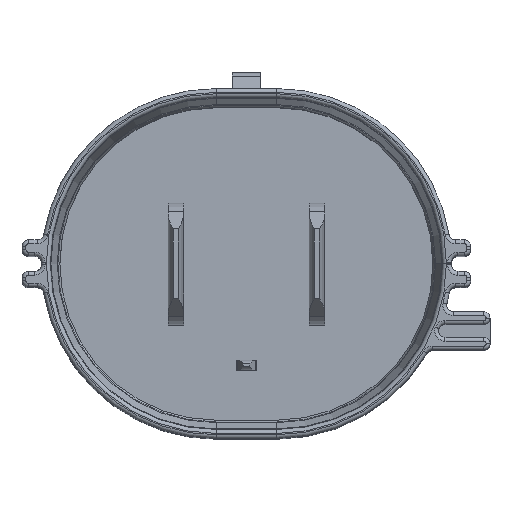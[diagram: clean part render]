
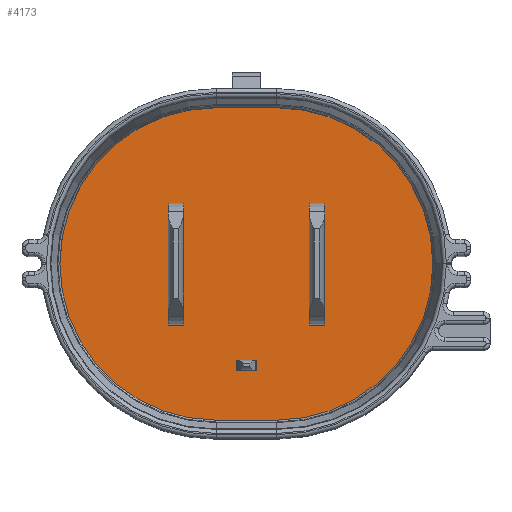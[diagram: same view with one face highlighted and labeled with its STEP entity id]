
A CAD part, top view. The second image highlights one B-rep face of the part: STEP entity #4173.
In plain terms, the highlighted planar face has unit normal (0, 0, 1).
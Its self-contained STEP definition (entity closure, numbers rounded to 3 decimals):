
#1 = EDGE_CURVE ( 'NONE', #2639, #2990, #2387, .T. ) ;
#4 = DIRECTION ( 'NONE',  ( 1., 0., 0. ) ) ;
#93 = AXIS2_PLACEMENT_3D ( 'NONE', #3888, #2009, #5282 ) ;
#186 = EDGE_CURVE ( 'NONE', #5525, #2639, #4959, .T. ) ;
#363 = DIRECTION ( 'NONE',  ( 1., 0., 0. ) ) ;
#371 = ORIENTED_EDGE ( 'NONE', *, *, #3274, .T. ) ;
#441 = VERTEX_POINT ( 'NONE', #5645 ) ;
#460 = LINE ( 'NONE', #3951, #2825 ) ;
#483 = ORIENTED_EDGE ( 'NONE', *, *, #5041, .F. ) ;
#485 = VERTEX_POINT ( 'NONE', #2892 ) ;
#573 = LINE ( 'NONE', #2920, #2931 ) ;
#602 = CARTESIAN_POINT ( 'NONE',  ( -0.75, -7.5, 0. ) ) ;
#613 = VECTOR ( 'NONE', #1461, 1000. ) ;
#621 = LINE ( 'NONE', #2670, #2833 ) ;
#624 = DIRECTION ( 'NONE',  ( -1., 0., 0. ) ) ;
#634 = FACE_BOUND ( 'NONE', #3668, .T. ) ;
#649 = EDGE_CURVE ( 'NONE', #2990, #3058, #460, .T. ) ;
#679 = CARTESIAN_POINT ( 'NONE',  ( -0.75, -7.5, 0. ) ) ;
#707 = CARTESIAN_POINT ( 'NONE',  ( -2.35, 12.2, 0. ) ) ;
#801 = VERTEX_POINT ( 'NONE', #3979 ) ;
#811 = VERTEX_POINT ( 'NONE', #2567 ) ;
#868 = VECTOR ( 'NONE', #2668, 1000. ) ;
#961 = LINE ( 'NONE', #4344, #5802 ) ;
#1003 = LINE ( 'NONE', #707, #2405 ) ;
#1051 = EDGE_CURVE ( 'NONE', #3859, #5134, #573, .T. ) ;
#1054 = CARTESIAN_POINT ( 'NONE',  ( 6.1, 4.75, 0. ) ) ;
#1111 = CARTESIAN_POINT ( 'NONE',  ( 6.1, 4.75, 0. ) ) ;
#1147 = VECTOR ( 'NONE', #4740, 1000. ) ;
#1167 = VERTEX_POINT ( 'NONE', #1111 ) ;
#1215 = ORIENTED_EDGE ( 'NONE', *, *, #4646, .T. ) ;
#1278 = ORIENTED_EDGE ( 'NONE', *, *, #5599, .T. ) ;
#1352 = CARTESIAN_POINT ( 'NONE',  ( -14.55, 0., 0. ) ) ;
#1417 = VECTOR ( 'NONE', #1522, 1000. ) ;
#1461 = DIRECTION ( 'NONE',  ( 0., 1., 0. ) ) ;
#1470 = VERTEX_POINT ( 'NONE', #1796 ) ;
#1480 = VERTEX_POINT ( 'NONE', #2741 ) ;
#1522 = DIRECTION ( 'NONE',  ( 1., 0., 0. ) ) ;
#1590 = ORIENTED_EDGE ( 'NONE', *, *, #3610, .T. ) ;
#1683 = CARTESIAN_POINT ( 'NONE',  ( -6.1, 4.75, 0. ) ) ;
#1703 = ORIENTED_EDGE ( 'NONE', *, *, #5338, .F. ) ;
#1796 = CARTESIAN_POINT ( 'NONE',  ( 6.1, -4.75, 0. ) ) ;
#1842 = ORIENTED_EDGE ( 'NONE', *, *, #2384, .T. ) ;
#1874 = FACE_BOUND ( 'NONE', #4566, .T. ) ;
#1882 = ORIENTED_EDGE ( 'NONE', *, *, #649, .F. ) ;
#1941 = DIRECTION ( 'NONE',  ( 1., 0., 0. ) ) ;
#1959 = EDGE_CURVE ( 'NONE', #2586, #1480, #961, .T. ) ;
#2009 = DIRECTION ( 'NONE',  ( 0., 0., 1. ) ) ;
#2018 = DIRECTION ( 'NONE',  ( 0., 0., 1. ) ) ;
#2022 = LINE ( 'NONE', #1054, #1417 ) ;
#2048 = CARTESIAN_POINT ( 'NONE',  ( -2.35, -12.2, 0. ) ) ;
#2109 = DIRECTION ( 'NONE',  ( -1., 0., 0. ) ) ;
#2111 = EDGE_LOOP ( 'NONE', ( #2634, #1278, #1842, #371, #5713 ) ) ;
#2384 = EDGE_CURVE ( 'NONE', #4794, #3360, #5950, .T. ) ;
#2387 = LINE ( 'NONE', #602, #1147 ) ;
#2405 = VECTOR ( 'NONE', #2109, 1000. ) ;
#2436 = DIRECTION ( 'NONE',  ( 0., 1., 0. ) ) ;
#2445 = ORIENTED_EDGE ( 'NONE', *, *, #5724, .T. ) ;
#2490 = DIRECTION ( 'NONE',  ( 1., 0., 0. ) ) ;
#2560 = CARTESIAN_POINT ( 'NONE',  ( -0.75, -8.3, 0. ) ) ;
#2567 = CARTESIAN_POINT ( 'NONE',  ( -4.9, 4.75, 0. ) ) ;
#2577 = AXIS2_PLACEMENT_3D ( 'NONE', #5625, #2838, #4 ) ;
#2586 = VERTEX_POINT ( 'NONE', #2048 ) ;
#2634 = ORIENTED_EDGE ( 'NONE', *, *, #2852, .T. ) ;
#2639 = VERTEX_POINT ( 'NONE', #679 ) ;
#2655 = ORIENTED_EDGE ( 'NONE', *, *, #1051, .T. ) ;
#2668 = DIRECTION ( 'NONE',  ( 0., -1., 0. ) ) ;
#2670 = CARTESIAN_POINT ( 'NONE',  ( -4.9, 4.75, 0. ) ) ;
#2741 = CARTESIAN_POINT ( 'NONE',  ( 2.35, -12.2, 0. ) ) ;
#2755 = ORIENTED_EDGE ( 'NONE', *, *, #186, .F. ) ;
#2825 = VECTOR ( 'NONE', #2490, 1000. ) ;
#2833 = VECTOR ( 'NONE', #4992, 1000. ) ;
#2838 = DIRECTION ( 'NONE',  ( 0., 0., 1. ) ) ;
#2852 = EDGE_CURVE ( 'NONE', #1480, #801, #4134, .T. ) ;
#2892 = CARTESIAN_POINT ( 'NONE',  ( -4.9, -4.75, 0. ) ) ;
#2891 = CARTESIAN_POINT ( 'NONE',  ( -6.1, -4.75, 0. ) ) ;
#2920 = CARTESIAN_POINT ( 'NONE',  ( 4.9, 4.75, 0. ) ) ;
#2931 = VECTOR ( 'NONE', #2436, 1000. ) ;
#2941 = DIRECTION ( 'NONE',  ( 1., 0., 0. ) ) ;
#2957 = CARTESIAN_POINT ( 'NONE',  ( 6.1, 4.75, 0. ) ) ;
#2990 = VERTEX_POINT ( 'NONE', #2560 ) ;
#3058 = VERTEX_POINT ( 'NONE', #4949 ) ;
#3158 = FACE_BOUND ( 'NONE', #4366, .T. ) ;
#3190 = VERTEX_POINT ( 'NONE', #1683 ) ;
#3198 = DIRECTION ( 'NONE',  ( 0., 0., 1. ) ) ;
#3269 = LINE ( 'NONE', #4758, #613 ) ;
#3273 = ORIENTED_EDGE ( 'NONE', *, *, #5980, .F. ) ;
#3274 = EDGE_CURVE ( 'NONE', #3360, #2586, #3322, .T. ) ;
#3322 = CIRCLE ( 'NONE', #3671, 12.2 ) ;
#3360 = VERTEX_POINT ( 'NONE', #1352 ) ;
#3472 = CARTESIAN_POINT ( 'NONE',  ( -0.75, -7.5, 0. ) ) ;
#3610 = EDGE_CURVE ( 'NONE', #1167, #1470, #6081, .T. ) ;
#3641 = CARTESIAN_POINT ( 'NONE',  ( 6.1, -4.75, 0. ) ) ;
#3668 = EDGE_LOOP ( 'NONE', ( #1882, #5022, #2755, #1703 ) ) ;
#3671 = AXIS2_PLACEMENT_3D ( 'NONE', #5977, #3198, #363 ) ;
#3684 = ORIENTED_EDGE ( 'NONE', *, *, #5653, .F. ) ;
#3726 = VECTOR ( 'NONE', #624, 1000. ) ;
#3859 = VERTEX_POINT ( 'NONE', #4214 ) ;
#3863 = LINE ( 'NONE', #5833, #6038 ) ;
#3886 = LINE ( 'NONE', #5467, #868 ) ;
#3888 = CARTESIAN_POINT ( 'NONE',  ( 2.35, 0., 0. ) ) ;
#3929 = CARTESIAN_POINT ( 'NONE',  ( -2.35, 12.2, 0. ) ) ;
#3951 = CARTESIAN_POINT ( 'NONE',  ( -0.75, -8.3, 0. ) ) ;
#3979 = CARTESIAN_POINT ( 'NONE',  ( 2.35, 12.2, 0. ) ) ;
#4041 = VECTOR ( 'NONE', #1941, 1000. ) ;
#4115 = DIRECTION ( 'NONE',  ( -1., 0., 0. ) ) ;
#4134 = CIRCLE ( 'NONE', #5455, 12.2 ) ;
#4173 = ADVANCED_FACE ( 'NONE', ( #3158, #4537, #1874, #634 ), #4815, .T. ) ;
#4193 = CARTESIAN_POINT ( 'NONE',  ( 4.9, 4.75, 0. ) ) ;
#4214 = CARTESIAN_POINT ( 'NONE',  ( 4.9, -4.75, 0. ) ) ;
#4344 = CARTESIAN_POINT ( 'NONE',  ( 2.35, -12.2, 0. ) ) ;
#4366 = EDGE_LOOP ( 'NONE', ( #3273, #3684, #4764, #483 ) ) ;
#4380 = DIRECTION ( 'NONE',  ( 0., -1., 0. ) ) ;
#4390 = CARTESIAN_POINT ( 'NONE',  ( 0.75, -7.5, 0. ) ) ;
#4457 = DIRECTION ( 'NONE',  ( -1., 0., 0. ) ) ;
#4537 = FACE_OUTER_BOUND ( 'NONE', #2111, .T. ) ;
#4566 = EDGE_LOOP ( 'NONE', ( #1590, #2445, #2655, #1215 ) ) ;
#4646 = EDGE_CURVE ( 'NONE', #5134, #1167, #2022, .T. ) ;
#4740 = DIRECTION ( 'NONE',  ( 0., -1., 0. ) ) ;
#4758 = CARTESIAN_POINT ( 'NONE',  ( 0.75, -7.5, 0. ) ) ;
#4764 = ORIENTED_EDGE ( 'NONE', *, *, #4917, .F. ) ;
#4794 = VERTEX_POINT ( 'NONE', #3929 ) ;
#4815 = PLANE ( 'NONE',  #93 ) ;
#4821 = VECTOR ( 'NONE', #4115, 1000. ) ;
#4824 = CARTESIAN_POINT ( 'NONE',  ( 2.35, 0., 0. ) ) ;
#4847 = VECTOR ( 'NONE', #4380, 1000. ) ;
#4917 = EDGE_CURVE ( 'NONE', #811, #3190, #3863, .T. ) ;
#4949 = CARTESIAN_POINT ( 'NONE',  ( 0.75, -8.3, 0. ) ) ;
#4959 = LINE ( 'NONE', #3472, #3726 ) ;
#4992 = DIRECTION ( 'NONE',  ( 0., 1., 0. ) ) ;
#5022 = ORIENTED_EDGE ( 'NONE', *, *, #1, .F. ) ;
#5041 = EDGE_CURVE ( 'NONE', #485, #811, #621, .T. ) ;
#5134 = VERTEX_POINT ( 'NONE', #4193 ) ;
#5244 = LINE ( 'NONE', #2891, #4041 ) ;
#5282 = DIRECTION ( 'NONE',  ( 1., 0., 0. ) ) ;
#5290 = DIRECTION ( 'NONE',  ( 1., 0., 0. ) ) ;
#5338 = EDGE_CURVE ( 'NONE', #3058, #5525, #3269, .T. ) ;
#5455 = AXIS2_PLACEMENT_3D ( 'NONE', #4824, #2018, #5290 ) ;
#5467 = CARTESIAN_POINT ( 'NONE',  ( -6.1, 4.75, 0. ) ) ;
#5525 = VERTEX_POINT ( 'NONE', #4390 ) ;
#5599 = EDGE_CURVE ( 'NONE', #801, #4794, #1003, .T. ) ;
#5625 = CARTESIAN_POINT ( 'NONE',  ( -2.35, 0., 0. ) ) ;
#5645 = CARTESIAN_POINT ( 'NONE',  ( -6.1, -4.75, 0. ) ) ;
#5653 = EDGE_CURVE ( 'NONE', #3190, #441, #3886, .T. ) ;
#5713 = ORIENTED_EDGE ( 'NONE', *, *, #1959, .T. ) ;
#5724 = EDGE_CURVE ( 'NONE', #1470, #3859, #6060, .T. ) ;
#5802 = VECTOR ( 'NONE', #2941, 1000. ) ;
#5833 = CARTESIAN_POINT ( 'NONE',  ( -6.1, 4.75, 0. ) ) ;
#5950 = CIRCLE ( 'NONE', #2577, 12.2 ) ;
#5977 = CARTESIAN_POINT ( 'NONE',  ( -2.35, 0., 0. ) ) ;
#5980 = EDGE_CURVE ( 'NONE', #441, #485, #5244, .T. ) ;
#6038 = VECTOR ( 'NONE', #4457, 1000. ) ;
#6060 = LINE ( 'NONE', #3641, #4821 ) ;
#6081 = LINE ( 'NONE', #2957, #4847 ) ;
